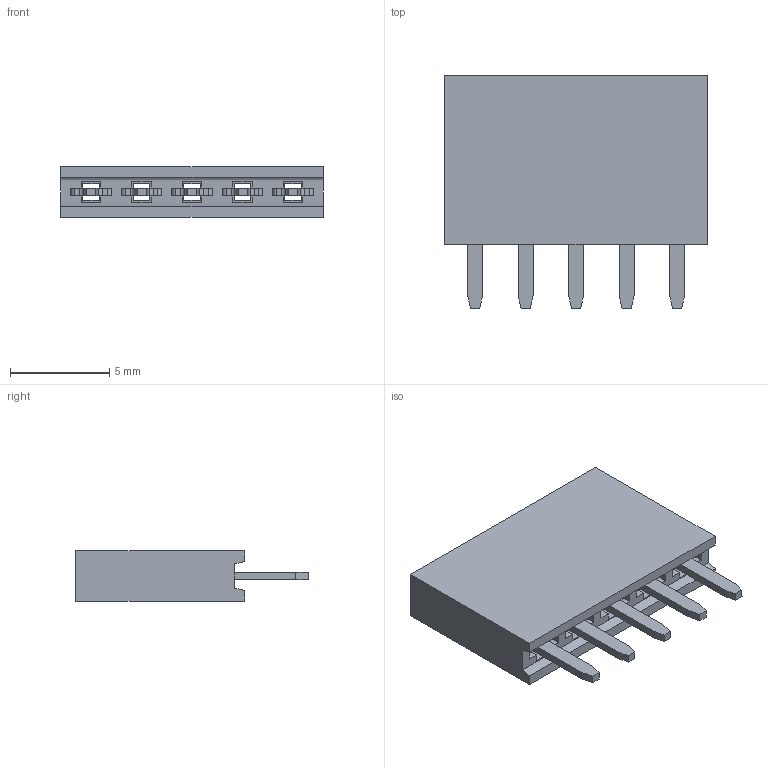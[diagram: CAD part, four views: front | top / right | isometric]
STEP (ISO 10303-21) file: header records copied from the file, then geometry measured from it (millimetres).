
FILE_DESCRIPTION (( 'STEP AP203' ), '1' );
FILE_NAME ('_ _ _C051LFBN-RC.STEP', '2016-08-19T07:25:54', ( 'LUANN HERRING' ), ( 'SULLINS' ), 'SwSTEP 2.0', 'SolidWorks 2015', '' );
FILE_SCHEMA (( 'CONFIG_CONTROL_DESIGN' ));
Length unit declared in the file: inch
Products named in the file (2): _ _ _C051LFBN-RC
Bounding box: 13.2 x 11.7 x 2.54 mm (x, y, z)
Volume: 237.5 mm3; surface area: 756.4 mm2
Topology: 6 solids, 6 shells, 260 faces, 729 edges, 486 vertices
Faces by surface type: plane 200, cylinder 60
Entity records: 8480 total; most frequent: CARTESIAN_POINT 1477, ORIENTED_EDGE 1458, DIRECTION 1373, EDGE_CURVE 729, VECTOR 609, LINE 609, VERTEX_POINT 486, AXIS2_PLACEMENT_3D 382
